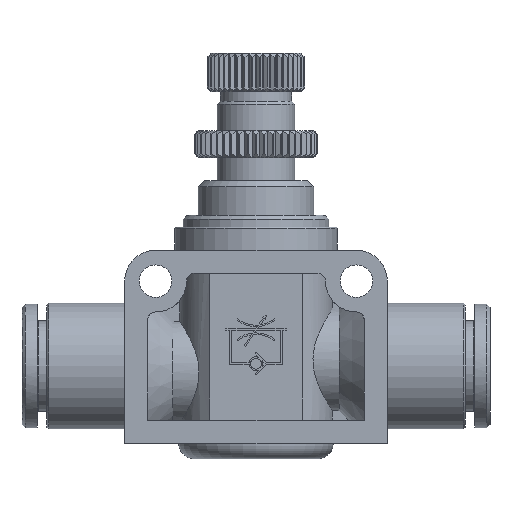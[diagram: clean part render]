
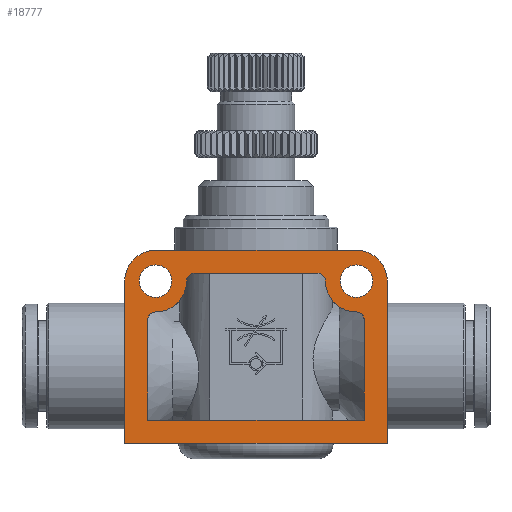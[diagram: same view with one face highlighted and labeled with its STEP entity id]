
A CAD part, front view. The second image highlights one B-rep face of the part: STEP entity #18777.
In plain terms, the highlighted planar face has unit normal (0, -1, 0).
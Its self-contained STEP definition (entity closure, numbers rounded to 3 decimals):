
#812=LINE('',#26290,#2820);
#813=LINE('',#26297,#2821);
#814=LINE('',#26299,#2822);
#815=LINE('',#26301,#2823);
#816=LINE('',#26309,#2824);
#817=LINE('',#26319,#2825);
#818=LINE('',#26321,#2826);
#819=LINE('',#26324,#2827);
#820=LINE('',#26326,#2828);
#2820=VECTOR('',#21358,1000.);
#2821=VECTOR('',#21365,1000.);
#2822=VECTOR('',#21366,1000.);
#2823=VECTOR('',#21367,1000.);
#2824=VECTOR('',#21374,1000.);
#2825=VECTOR('',#21383,1000.);
#2826=VECTOR('',#21384,1000.);
#2827=VECTOR('',#21387,1000.);
#2828=VECTOR('',#21388,1000.);
#4841=ORIENTED_EDGE('',*,*,#10594,.F.);
#4842=ORIENTED_EDGE('',*,*,#10595,.F.);
#4843=ORIENTED_EDGE('',*,*,#10596,.F.);
#4844=ORIENTED_EDGE('',*,*,#10597,.F.);
#4845=ORIENTED_EDGE('',*,*,#10598,.F.);
#4846=ORIENTED_EDGE('',*,*,#10599,.F.);
#4847=ORIENTED_EDGE('',*,*,#10600,.F.);
#4848=ORIENTED_EDGE('',*,*,#10601,.F.);
#4849=ORIENTED_EDGE('',*,*,#10602,.F.);
#4850=ORIENTED_EDGE('',*,*,#10603,.F.);
#4851=ORIENTED_EDGE('',*,*,#10604,.T.);
#4852=ORIENTED_EDGE('',*,*,#10605,.T.);
#4853=ORIENTED_EDGE('',*,*,#10606,.F.);
#4854=ORIENTED_EDGE('',*,*,#10607,.F.);
#4855=ORIENTED_EDGE('',*,*,#10608,.F.);
#4856=ORIENTED_EDGE('',*,*,#10609,.F.);
#4857=ORIENTED_EDGE('',*,*,#10593,.F.);
#4858=ORIENTED_EDGE('',*,*,#10610,.F.);
#4859=ORIENTED_EDGE('',*,*,#10611,.F.);
#10593=EDGE_CURVE('',#13469,#13468,#812,.T.);
#10594=EDGE_CURVE('',#13470,#13471,#15332,.T.);
#10595=EDGE_CURVE('',#13472,#13470,#15333,.T.);
#10596=EDGE_CURVE('',#13473,#13472,#813,.T.);
#10597=EDGE_CURVE('',#13474,#13473,#814,.T.);
#10598=EDGE_CURVE('',#13475,#13474,#815,.T.);
#10599=EDGE_CURVE('',#13476,#13475,#15334,.T.);
#10600=EDGE_CURVE('',#13477,#13476,#15335,.T.);
#10601=EDGE_CURVE('',#13478,#13477,#15336,.T.);
#10602=EDGE_CURVE('',#13479,#13478,#816,.T.);
#10603=EDGE_CURVE('',#13471,#13479,#15337,.T.);
#10604=EDGE_CURVE('',#13480,#13480,#15338,.T.);
#10605=EDGE_CURVE('',#13481,#13481,#15339,.T.);
#10606=EDGE_CURVE('',#13482,#13483,#15340,.T.);
#10607=EDGE_CURVE('',#13484,#13482,#817,.T.);
#10608=EDGE_CURVE('',#13485,#13484,#818,.T.);
#10609=EDGE_CURVE('',#13468,#13485,#15341,.T.);
#10610=EDGE_CURVE('',#13486,#13469,#819,.T.);
#10611=EDGE_CURVE('',#13483,#13486,#820,.T.);
#13468=VERTEX_POINT('',#26287);
#13469=VERTEX_POINT('',#26289);
#13470=VERTEX_POINT('',#26293);
#13471=VERTEX_POINT('',#26294);
#13472=VERTEX_POINT('',#26296);
#13473=VERTEX_POINT('',#26298);
#13474=VERTEX_POINT('',#26300);
#13475=VERTEX_POINT('',#26302);
#13476=VERTEX_POINT('',#26304);
#13477=VERTEX_POINT('',#26306);
#13478=VERTEX_POINT('',#26308);
#13479=VERTEX_POINT('',#26310);
#13480=VERTEX_POINT('',#26313);
#13481=VERTEX_POINT('',#26315);
#13482=VERTEX_POINT('',#26317);
#13483=VERTEX_POINT('',#26318);
#13484=VERTEX_POINT('',#26320);
#13485=VERTEX_POINT('',#26322);
#13486=VERTEX_POINT('',#26325);
#15332=CIRCLE('',#19876,4.);
#15333=CIRCLE('',#19877,1.);
#15334=CIRCLE('',#19878,1.);
#15335=CIRCLE('',#19879,4.);
#15336=CIRCLE('',#19880,1.);
#15337=CIRCLE('',#19881,1.);
#15338=CIRCLE('',#19882,2.1);
#15339=CIRCLE('',#19883,2.1);
#15340=CIRCLE('',#19884,4.);
#15341=CIRCLE('',#19885,4.);
#15720=EDGE_LOOP('',(#4841,#4842,#4843,#4844,#4845,#4846,#4847,#4848,#4849,
#4850));
#15721=EDGE_LOOP('',(#4851));
#15722=EDGE_LOOP('',(#4852));
#15723=EDGE_LOOP('',(#4853,#4854,#4855,#4856,#4857,#4858,#4859));
#16866=FACE_BOUND('',#15720,.T.);
#16867=FACE_BOUND('',#15721,.T.);
#16868=FACE_BOUND('',#15722,.T.);
#16869=FACE_BOUND('',#15723,.T.);
#18008=PLANE('',#19875);
#18777=ADVANCED_FACE('',(#16866,#16867,#16868,#16869),#18008,.T.);
#19875=AXIS2_PLACEMENT_3D('',#26291,#21359,#21360);
#19876=AXIS2_PLACEMENT_3D('',#26292,#21361,#21362);
#19877=AXIS2_PLACEMENT_3D('',#26295,#21363,#21364);
#19878=AXIS2_PLACEMENT_3D('',#26303,#21368,#21369);
#19879=AXIS2_PLACEMENT_3D('',#26305,#21370,#21371);
#19880=AXIS2_PLACEMENT_3D('',#26307,#21372,#21373);
#19881=AXIS2_PLACEMENT_3D('',#26311,#21375,#21376);
#19882=AXIS2_PLACEMENT_3D('',#26312,#21377,#21378);
#19883=AXIS2_PLACEMENT_3D('',#26314,#21379,#21380);
#19884=AXIS2_PLACEMENT_3D('',#26316,#21381,#21382);
#19885=AXIS2_PLACEMENT_3D('',#26323,#21385,#21386);
#21358=DIRECTION('',(0.,0.,1.));
#21359=DIRECTION('',(0.,-1.,0.));
#21360=DIRECTION('',(1.,0.,0.));
#21361=DIRECTION('',(0.,1.,0.));
#21362=DIRECTION('',(-0.707,0.,-0.707));
#21363=DIRECTION('',(0.,-1.,0.));
#21364=DIRECTION('',(0.707,0.,0.707));
#21365=DIRECTION('',(0.,0.,1.));
#21366=DIRECTION('',(1.,0.,0.));
#21367=DIRECTION('',(0.,0.,-1.));
#21368=DIRECTION('',(0.,-1.,0.));
#21369=DIRECTION('',(-0.707,0.,0.707));
#21370=DIRECTION('',(0.,1.,0.));
#21371=DIRECTION('',(0.707,0.,-0.707));
#21372=DIRECTION('',(0.,-1.,0.));
#21373=DIRECTION('',(-0.707,0.,0.707));
#21374=DIRECTION('',(-1.,0.,0.));
#21375=DIRECTION('',(0.,-1.,0.));
#21376=DIRECTION('',(0.707,0.,0.707));
#21377=DIRECTION('',(0.,1.,0.));
#21378=DIRECTION('',(1.,0.,0.));
#21379=DIRECTION('',(0.,1.,0.));
#21380=DIRECTION('',(-1.,0.,0.));
#21381=DIRECTION('',(0.,1.,0.));
#21382=DIRECTION('',(0.707,0.,0.707));
#21383=DIRECTION('',(1.,0.,0.));
#21384=DIRECTION('',(1.,0.,0.));
#21385=DIRECTION('',(0.,1.,0.));
#21386=DIRECTION('',(-0.707,0.,0.707));
#21387=DIRECTION('',(-1.,0.,0.));
#21388=DIRECTION('',(0.,0.,-1.));
#26287=CARTESIAN_POINT('',(12.903,-17.344,9.066));
#26289=CARTESIAN_POINT('',(12.903,-17.344,-11.934));
#26290=CARTESIAN_POINT('',(12.903,-17.344,-11.934));
#26291=CARTESIAN_POINT('',(29.903,-17.344,0.566));
#26292=CARTESIAN_POINT('',(42.903,-17.344,9.066));
#26293=CARTESIAN_POINT('',(42.903,-17.344,5.066));
#26294=CARTESIAN_POINT('',(38.903,-17.344,9.066));
#26295=CARTESIAN_POINT('',(42.903,-17.344,4.066));
#26296=CARTESIAN_POINT('',(43.903,-17.344,4.066));
#26297=CARTESIAN_POINT('',(43.903,-17.344,-8.934));
#26298=CARTESIAN_POINT('',(43.903,-17.344,-8.934));
#26299=CARTESIAN_POINT('',(15.903,-17.344,-8.934));
#26300=CARTESIAN_POINT('',(15.903,-17.344,-8.934));
#26301=CARTESIAN_POINT('',(15.903,-17.344,4.066));
#26302=CARTESIAN_POINT('',(15.903,-17.344,4.066));
#26303=CARTESIAN_POINT('',(16.903,-17.344,4.066));
#26304=CARTESIAN_POINT('',(16.903,-17.344,5.066));
#26305=CARTESIAN_POINT('',(16.903,-17.344,9.066));
#26306=CARTESIAN_POINT('',(20.903,-17.344,9.066));
#26307=CARTESIAN_POINT('',(21.903,-17.344,9.066));
#26308=CARTESIAN_POINT('',(21.903,-17.344,10.066));
#26309=CARTESIAN_POINT('',(37.903,-17.344,10.066));
#26310=CARTESIAN_POINT('',(37.903,-17.344,10.066));
#26311=CARTESIAN_POINT('',(37.903,-17.344,9.066));
#26312=CARTESIAN_POINT('',(16.903,-17.344,9.066));
#26313=CARTESIAN_POINT('',(19.003,-17.344,9.066));
#26314=CARTESIAN_POINT('',(42.903,-17.344,9.066));
#26315=CARTESIAN_POINT('',(40.803,-17.344,9.066));
#26316=CARTESIAN_POINT('',(42.903,-17.344,9.066));
#26317=CARTESIAN_POINT('',(42.903,-17.344,13.066));
#26318=CARTESIAN_POINT('',(46.903,-17.344,9.066));
#26319=CARTESIAN_POINT('',(29.903,-17.344,13.066));
#26320=CARTESIAN_POINT('',(29.903,-17.344,13.066));
#26321=CARTESIAN_POINT('',(16.903,-17.344,13.066));
#26322=CARTESIAN_POINT('',(16.903,-17.344,13.066));
#26323=CARTESIAN_POINT('',(16.903,-17.344,9.066));
#26324=CARTESIAN_POINT('',(46.903,-17.344,-11.934));
#26325=CARTESIAN_POINT('',(46.903,-17.344,-11.934));
#26326=CARTESIAN_POINT('',(46.903,-17.344,9.066));
